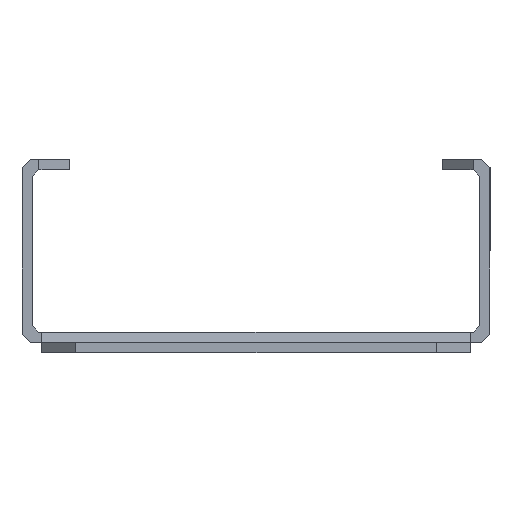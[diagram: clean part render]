
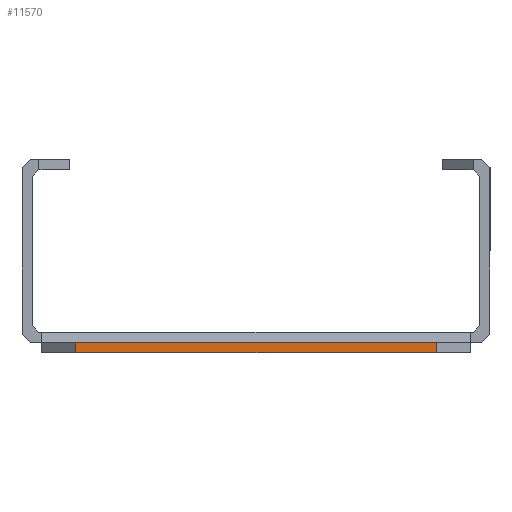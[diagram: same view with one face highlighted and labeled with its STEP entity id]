
A CAD part, left-side view. The second image highlights one B-rep face of the part: STEP entity #11570.
In plain terms, the highlighted planar face has unit normal (-1, 0, 0).
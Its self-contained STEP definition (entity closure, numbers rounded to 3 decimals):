
#207 = CARTESIAN_POINT ( 'NONE',  ( -381., -26.6, -3. ) ) ;
#920 = CARTESIAN_POINT ( 'NONE',  ( -381., 31.6, -3. ) ) ;
#1232 = LINE ( 'NONE', #25731, #24942 ) ;
#3291 = VERTEX_POINT ( 'NONE', #26147 ) ;
#3688 = LINE ( 'NONE', #920, #25135 ) ;
#4143 = CARTESIAN_POINT ( 'NONE',  ( -381., 31.6, -1.5 ) ) ;
#4274 = ORIENTED_EDGE ( 'NONE', *, *, #8725, .T. ) ;
#4394 = AXIS2_PLACEMENT_3D ( 'NONE', #4143, #13009, #8845 ) ;
#6288 = VERTEX_POINT ( 'NONE', #207 ) ;
#6378 = DIRECTION ( 'NONE',  ( 0., 0., 1. ) ) ;
#6551 = CARTESIAN_POINT ( 'NONE',  ( -381., -26.6, -1.5 ) ) ;
#6670 = DIRECTION ( 'NONE',  ( 0., 0., -1. ) ) ;
#8390 = PLANE ( 'NONE',  #4394 ) ;
#8725 = EDGE_CURVE ( 'NONE', #3291, #6288, #3688, .T. ) ;
#8845 = DIRECTION ( 'NONE',  ( 0., 0., 1. ) ) ;
#10389 = LINE ( 'NONE', #21304, #20806 ) ;
#10754 = VERTEX_POINT ( 'NONE', #11939 ) ;
#11090 = DIRECTION ( 'NONE',  ( 0., -1., 0. ) ) ;
#11570 = ADVANCED_FACE ( 'NONE', ( #23005 ), #8390, .T. ) ;
#11939 = CARTESIAN_POINT ( 'NONE',  ( -381., -26.6, -1.5 ) ) ;
#12930 = ORIENTED_EDGE ( 'NONE', *, *, #13350, .T. ) ;
#13009 = DIRECTION ( 'NONE',  ( -1., 0., 0. ) ) ;
#13350 = EDGE_CURVE ( 'NONE', #6288, #10754, #22932, .T. ) ;
#13418 = ORIENTED_EDGE ( 'NONE', *, *, #23904, .F. ) ;
#13969 = ORIENTED_EDGE ( 'NONE', *, *, #25004, .T. ) ;
#15035 = DIRECTION ( 'NONE',  ( 0., -1., 0. ) ) ;
#16044 = CARTESIAN_POINT ( 'NONE',  ( -381., 26.6, -1.5 ) ) ;
#17372 = VECTOR ( 'NONE', #6378, 1000. ) ;
#20806 = VECTOR ( 'NONE', #6670, 1000. ) ;
#21304 = CARTESIAN_POINT ( 'NONE',  ( -381., 26.6, -1.5 ) ) ;
#22932 = LINE ( 'NONE', #6551, #17372 ) ;
#23005 = FACE_OUTER_BOUND ( 'NONE', #23172, .T. ) ;
#23172 = EDGE_LOOP ( 'NONE', ( #4274, #12930, #13418, #13969 ) ) ;
#23904 = EDGE_CURVE ( 'NONE', #26171, #10754, #1232, .T. ) ;
#24942 = VECTOR ( 'NONE', #11090, 1000. ) ;
#25004 = EDGE_CURVE ( 'NONE', #26171, #3291, #10389, .T. ) ;
#25135 = VECTOR ( 'NONE', #15035, 1000. ) ;
#25731 = CARTESIAN_POINT ( 'NONE',  ( -381., 31.6, -1.5 ) ) ;
#26147 = CARTESIAN_POINT ( 'NONE',  ( -381., 26.6, -3. ) ) ;
#26171 = VERTEX_POINT ( 'NONE', #16044 ) ;
